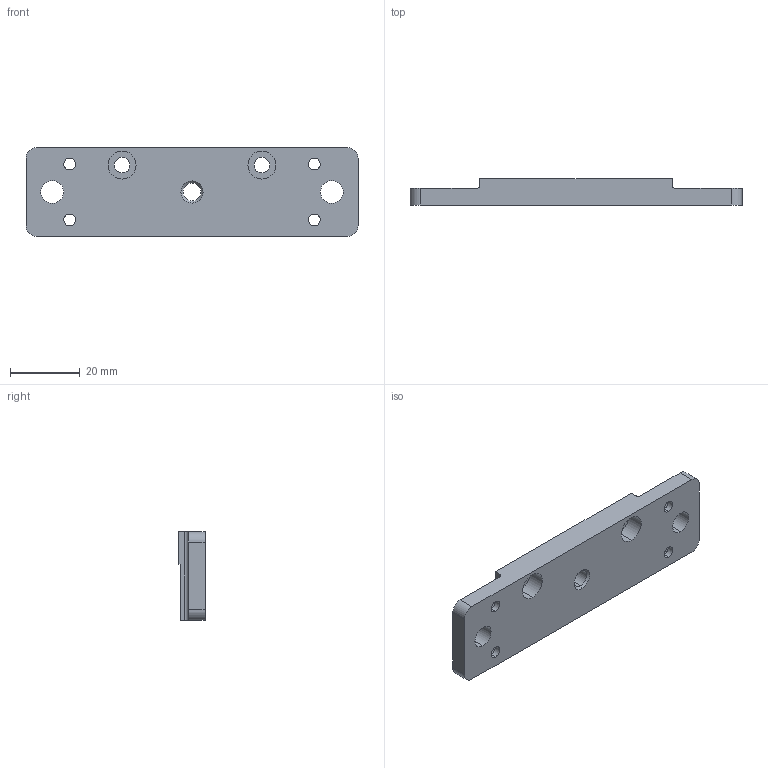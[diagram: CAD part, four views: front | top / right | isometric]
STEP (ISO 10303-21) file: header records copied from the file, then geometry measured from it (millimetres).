
FILE_DESCRIPTION((''),'2;1');
FILE_NAME('CAD-8016','2021-10-26T07:57:15',('creinig-se'),(''),'CREO PARAMETRIC BY PTC INC, 2019292','CREO PARAMETRIC BY PTC INC, 2019292','');
FILE_SCHEMA(('CONFIG_CONTROL_DESIGN','SHAPE_APPEARANCE_LAYERS_GROUPS'));
Length unit declared in the file: millimetre
Products named in the file (1): CAD-8016
Bounding box: 95 x 7.5 x 25.4 mm (x, y, z)
Volume: 13337.6 mm3; surface area: 6969.4 mm2
Topology: 1 solids, 1 shells, 56 faces, 142 edges, 94 vertices
Faces by surface type: cylinder 36, plane 18, cone 2
Entity records: 2269 total; most frequent: DIRECTION 328, CARTESIAN_POINT 292, ORIENTED_EDGE 284, PRESENTATION_STYLE_ASSIGNMENT 143, STYLED_ITEM 143, CURVE_STYLE 142, EDGE_CURVE 142, AXIS2_PLACEMENT_3D 130
